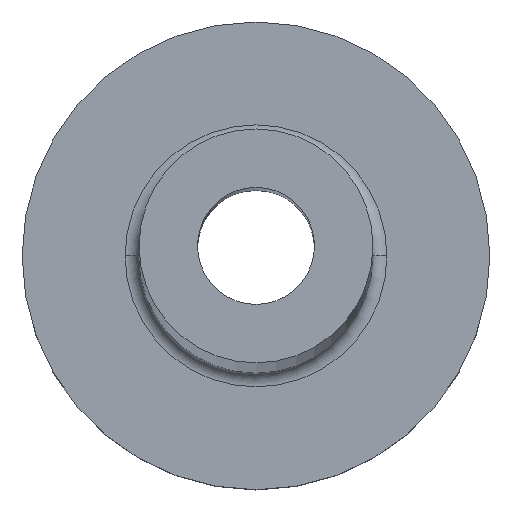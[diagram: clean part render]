
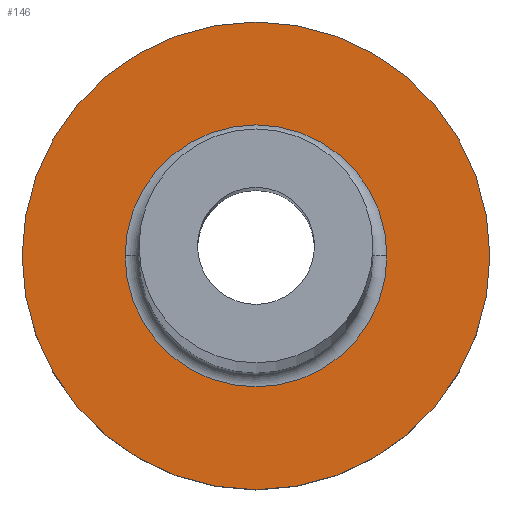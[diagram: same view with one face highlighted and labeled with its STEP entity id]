
A CAD part, top view. The second image highlights one B-rep face of the part: STEP entity #146.
In plain terms, the highlighted planar face has unit normal (0, 0, 1).
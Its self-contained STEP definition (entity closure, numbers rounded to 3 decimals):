
#9 = EDGE_CURVE ( 'NONE', #423, #442, #390, .T. ) ;
#32 = CARTESIAN_POINT ( 'NONE',  ( 2.8, 0., 3. ) ) ;
#37 = CARTESIAN_POINT ( 'NONE',  ( -5., 0., 3. ) ) ;
#43 = CARTESIAN_POINT ( 'NONE',  ( 0., 0., 3. ) ) ;
#50 = CARTESIAN_POINT ( 'NONE',  ( 0., 0., 3. ) ) ;
#53 = CARTESIAN_POINT ( 'NONE',  ( 5., 0., 3. ) ) ;
#58 = CIRCLE ( 'NONE', #186, 5. ) ;
#60 = EDGE_LOOP ( 'NONE', ( #98, #445 ) ) ;
#70 = VERTEX_POINT ( 'NONE', #53 ) ;
#71 = CARTESIAN_POINT ( 'NONE',  ( 0., 0., 3. ) ) ;
#98 = ORIENTED_EDGE ( 'NONE', *, *, #222, .T. ) ;
#102 = FACE_OUTER_BOUND ( 'NONE', #60, .T. ) ;
#119 = CIRCLE ( 'NONE', #380, 5. ) ;
#129 = DIRECTION ( 'NONE',  ( 1., 0., 0. ) ) ;
#140 = AXIS2_PLACEMENT_3D ( 'NONE', #71, #270, #129 ) ;
#146 = ADVANCED_FACE ( 'NONE', ( #388, #102 ), #341, .T. ) ;
#186 = AXIS2_PLACEMENT_3D ( 'NONE', #43, #352, #249 ) ;
#200 = DIRECTION ( 'NONE',  ( 1., 0., 0. ) ) ;
#211 = CARTESIAN_POINT ( 'NONE',  ( 0., 0., 3. ) ) ;
#213 = EDGE_CURVE ( 'NONE', #70, #302, #58, .T. ) ;
#219 = CARTESIAN_POINT ( 'NONE',  ( -2.8, 0., 3. ) ) ;
#222 = EDGE_CURVE ( 'NONE', #302, #70, #119, .T. ) ;
#249 = DIRECTION ( 'NONE',  ( 1., 0., 0. ) ) ;
#259 = DIRECTION ( 'NONE',  ( 0., 0., -1. ) ) ;
#270 = DIRECTION ( 'NONE',  ( 0., 0., 1. ) ) ;
#302 = VERTEX_POINT ( 'NONE', #37 ) ;
#333 = AXIS2_PLACEMENT_3D ( 'NONE', #50, #259, #447 ) ;
#341 = PLANE ( 'NONE',  #140 ) ;
#352 = DIRECTION ( 'NONE',  ( 0., 0., 1. ) ) ;
#361 = DIRECTION ( 'NONE',  ( 1., 0., 0. ) ) ;
#362 = CARTESIAN_POINT ( 'NONE',  ( 0., 0., 3. ) ) ;
#380 = AXIS2_PLACEMENT_3D ( 'NONE', #211, #400, #361 ) ;
#386 = ORIENTED_EDGE ( 'NONE', *, *, #424, .T. ) ;
#388 = FACE_BOUND ( 'NONE', #460, .T. ) ;
#390 = CIRCLE ( 'NONE', #333, 2.8 ) ;
#400 = DIRECTION ( 'NONE',  ( 0., 0., 1. ) ) ;
#403 = DIRECTION ( 'NONE',  ( 0., 0., -1. ) ) ;
#406 = CIRCLE ( 'NONE', #458, 2.8 ) ;
#411 = ORIENTED_EDGE ( 'NONE', *, *, #9, .T. ) ;
#423 = VERTEX_POINT ( 'NONE', #219 ) ;
#424 = EDGE_CURVE ( 'NONE', #442, #423, #406, .T. ) ;
#442 = VERTEX_POINT ( 'NONE', #32 ) ;
#445 = ORIENTED_EDGE ( 'NONE', *, *, #213, .T. ) ;
#447 = DIRECTION ( 'NONE',  ( 1., 0., 0. ) ) ;
#458 = AXIS2_PLACEMENT_3D ( 'NONE', #362, #403, #200 ) ;
#460 = EDGE_LOOP ( 'NONE', ( #386, #411 ) ) ;
